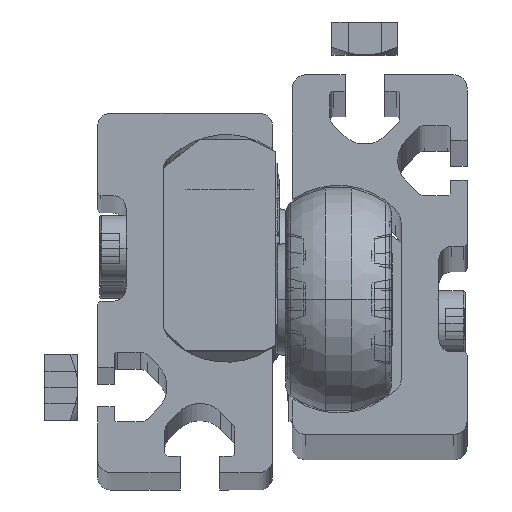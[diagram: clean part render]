
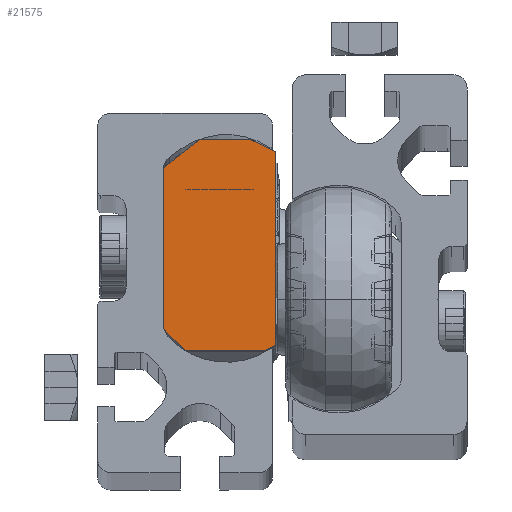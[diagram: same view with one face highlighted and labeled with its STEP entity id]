
A CAD part, top view. The second image highlights one B-rep face of the part: STEP entity #21575.
In plain terms, the highlighted face is planar.
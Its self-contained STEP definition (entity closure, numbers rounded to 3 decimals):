
#768 = ORIENTED_EDGE ( 'NONE', *, *, #16366, .F. ) ;
#1974 = DIRECTION ( 'NONE',  ( 0., -1., 0. ) ) ;
#2445 = LINE ( 'NONE', #22800, #16458 ) ;
#2785 = DIRECTION ( 'NONE',  ( 0., -0.423, -0.906 ) ) ;
#2956 = VECTOR ( 'NONE', #17131, 1000. ) ;
#3098 = CARTESIAN_POINT ( 'NONE',  ( 19., 1.5, 22.2 ) ) ;
#3224 = DIRECTION ( 'NONE',  ( -1., 0., 0. ) ) ;
#4828 = ORIENTED_EDGE ( 'NONE', *, *, #22677, .F. ) ;
#5024 = LINE ( 'NONE', #17964, #8651 ) ;
#5264 = VECTOR ( 'NONE', #1974, 1000. ) ;
#5892 = VERTEX_POINT ( 'NONE', #6569 ) ;
#6025 = VECTOR ( 'NONE', #2785, 1000. ) ;
#6360 = LINE ( 'NONE', #22384, #9160 ) ;
#6569 = CARTESIAN_POINT ( 'NONE',  ( 19., -15.5, 5.2 ) ) ;
#6645 = DIRECTION ( 'NONE',  ( 0., -0.707, -0.707 ) ) ;
#6802 = ORIENTED_EDGE ( 'NONE', *, *, #10932, .T. ) ;
#6970 = AXIS2_PLACEMENT_3D ( 'NONE', #3098, #3224, #10438 ) ;
#7752 = ORIENTED_EDGE ( 'NONE', *, *, #11325, .F. ) ;
#7981 = EDGE_CURVE ( 'NONE', #14921, #5892, #17427, .T. ) ;
#8261 = CARTESIAN_POINT ( 'NONE',  ( 19., 12.203, 8.5 ) ) ;
#8651 = VECTOR ( 'NONE', #23222, 1000. ) ;
#8762 = VERTEX_POINT ( 'NONE', #16142 ) ;
#8836 = LINE ( 'NONE', #14448, #5264 ) ;
#9160 = VECTOR ( 'NONE', #20465, 1000. ) ;
#9832 = CARTESIAN_POINT ( 'NONE',  ( 19., 16.5, -4.6 ) ) ;
#9860 = LINE ( 'NONE', #15352, #6025 ) ;
#10014 = DIRECTION ( 'NONE',  ( 0., 0.616, -0.788 ) ) ;
#10130 = EDGE_CURVE ( 'NONE', #5892, #21730, #15887, .T. ) ;
#10390 = ORIENTED_EDGE ( 'NONE', *, *, #19583, .F. ) ;
#10438 = DIRECTION ( 'NONE',  ( 0., 0., 1. ) ) ;
#10520 = CARTESIAN_POINT ( 'NONE',  ( 19., -15.5, 5.2 ) ) ;
#10597 = CARTESIAN_POINT ( 'NONE',  ( 19., -12.2, 8.5 ) ) ;
#10932 = EDGE_CURVE ( 'NONE', #17698, #8762, #18909, .T. ) ;
#11325 = EDGE_CURVE ( 'NONE', #22668, #11620, #8836, .T. ) ;
#11620 = VERTEX_POINT ( 'NONE', #22804 ) ;
#12251 = VERTEX_POINT ( 'NONE', #8261 ) ;
#12724 = VECTOR ( 'NONE', #6645, 1000. ) ;
#13377 = EDGE_LOOP ( 'NONE', ( #18128, #4828, #20367, #15427, #768, #7752, #10390, #6802 ) ) ;
#13391 = CARTESIAN_POINT ( 'NONE',  ( 19., -15.5, -6.7 ) ) ;
#14448 = CARTESIAN_POINT ( 'NONE',  ( 19., 14.681, -8.5 ) ) ;
#14490 = EDGE_CURVE ( 'NONE', #12251, #8762, #2445, .T. ) ;
#14921 = VERTEX_POINT ( 'NONE', #22657 ) ;
#15352 = CARTESIAN_POINT ( 'NONE',  ( 19., 16.5, -4.6 ) ) ;
#15427 = ORIENTED_EDGE ( 'NONE', *, *, #10130, .T. ) ;
#15887 = LINE ( 'NONE', #10520, #23198 ) ;
#16142 = CARTESIAN_POINT ( 'NONE',  ( 19., 16.5, 3. ) ) ;
#16237 = CARTESIAN_POINT ( 'NONE',  ( 19., 16.5, -4.6 ) ) ;
#16366 = EDGE_CURVE ( 'NONE', #11620, #21730, #6360, .T. ) ;
#16458 = VECTOR ( 'NONE', #10014, 1000. ) ;
#17131 = DIRECTION ( 'NONE',  ( 0., 0., 1. ) ) ;
#17427 = LINE ( 'NONE', #10597, #12724 ) ;
#17698 = VERTEX_POINT ( 'NONE', #16237 ) ;
#17964 = CARTESIAN_POINT ( 'NONE',  ( 19., -12.2, 8.5 ) ) ;
#18128 = ORIENTED_EDGE ( 'NONE', *, *, #14490, .F. ) ;
#18909 = LINE ( 'NONE', #9832, #2956 ) ;
#19504 = FACE_OUTER_BOUND ( 'NONE', #13377, .T. ) ;
#19583 = EDGE_CURVE ( 'NONE', #17698, #22668, #9860, .T. ) ;
#19629 = PLANE ( 'NONE',  #6970 ) ;
#20367 = ORIENTED_EDGE ( 'NONE', *, *, #7981, .T. ) ;
#20465 = DIRECTION ( 'NONE',  ( 0., -0.423, 0.906 ) ) ;
#21031 = DIRECTION ( 'NONE',  ( 0., 0., -1. ) ) ;
#21575 = ADVANCED_FACE ( 'NONE', ( #19504 ), #19629, .F. ) ;
#21664 = CARTESIAN_POINT ( 'NONE',  ( 19., 14.681, -8.5 ) ) ;
#21730 = VERTEX_POINT ( 'NONE', #13391 ) ;
#22384 = CARTESIAN_POINT ( 'NONE',  ( 19., -14.661, -8.5 ) ) ;
#22657 = CARTESIAN_POINT ( 'NONE',  ( 19., -12.2, 8.5 ) ) ;
#22668 = VERTEX_POINT ( 'NONE', #21664 ) ;
#22677 = EDGE_CURVE ( 'NONE', #14921, #12251, #5024, .T. ) ;
#22800 = CARTESIAN_POINT ( 'NONE',  ( 19., 12.203, 8.5 ) ) ;
#22804 = CARTESIAN_POINT ( 'NONE',  ( 19., -14.661, -8.5 ) ) ;
#23198 = VECTOR ( 'NONE', #21031, 1000. ) ;
#23222 = DIRECTION ( 'NONE',  ( 0., 1., 0. ) ) ;
